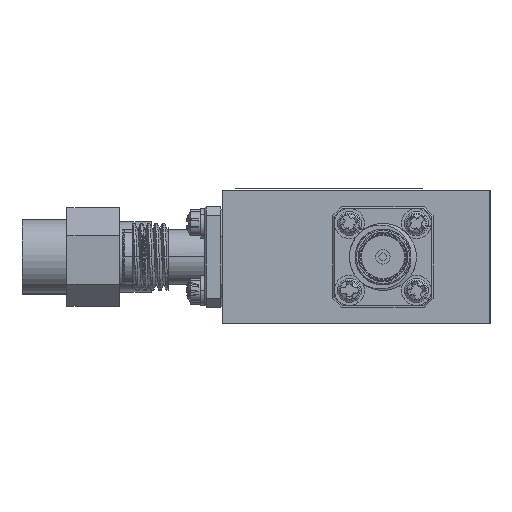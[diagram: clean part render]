
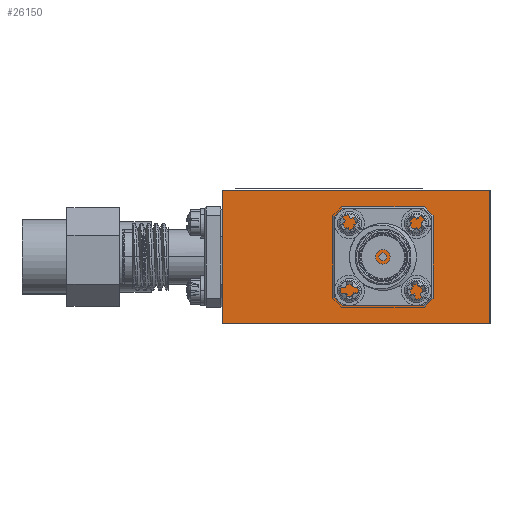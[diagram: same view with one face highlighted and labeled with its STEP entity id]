
A CAD part, left-side view. The second image highlights one B-rep face of the part: STEP entity #26150.
In plain terms, the highlighted planar face has unit normal (-1, 0, 0).
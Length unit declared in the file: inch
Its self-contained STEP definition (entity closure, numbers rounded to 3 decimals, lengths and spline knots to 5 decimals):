
#35 = DIRECTION ( 'NONE',  ( -1., 0., 0. ) ) ;
#197 = AXIS2_PLACEMENT_3D ( 'NONE', #18178, #39387, #21927 ) ;
#2189 = VECTOR ( 'NONE', #14521, 39.37008 ) ;
#2219 = DIRECTION ( 'NONE',  ( 0., -1., 0. ) ) ;
#2806 = CARTESIAN_POINT ( 'NONE',  ( -6.19108, 0.59415, -0.55545 ) ) ;
#3083 = VECTOR ( 'NONE', #2219, 39.37008 ) ;
#3581 = DIRECTION ( 'NONE',  ( 0., 0., 1. ) ) ;
#3640 = EDGE_CURVE ( 'NONE', #22209, #16222, #24624, .T. ) ;
#3860 = PLANE ( 'NONE',  #197 ) ;
#4502 = CARTESIAN_POINT ( 'NONE',  ( -6.19108, -0.00585, -0.29045 ) ) ;
#5649 = DIRECTION ( 'NONE',  ( -1., 0., 0. ) ) ;
#5962 = EDGE_CURVE ( 'NONE', #35245, #33578, #30575, .T. ) ;
#6001 = ORIENTED_EDGE ( 'NONE', *, *, #11630, .F. ) ;
#6768 = CARTESIAN_POINT ( 'NONE',  ( -6.19108, -0.40585, -0.05545 ) ) ;
#9610 = LINE ( 'NONE', #2806, #36860 ) ;
#10303 = AXIS2_PLACEMENT_3D ( 'NONE', #36314, #35, #3581 ) ;
#11326 = CIRCLE ( 'NONE', #26299, 0.015 ) ;
#11618 = EDGE_LOOP ( 'NONE', ( #30494, #6001, #33780, #14961 ) ) ;
#11630 = EDGE_CURVE ( 'NONE', #35245, #22209, #9610, .T. ) ;
#11767 = CARTESIAN_POINT ( 'NONE',  ( -6.19108, -0.40585, -0.05545 ) ) ;
#14261 = VECTOR ( 'NONE', #16909, 39.37008 ) ;
#14521 = DIRECTION ( 'NONE',  ( 0., 0., 1. ) ) ;
#14961 = ORIENTED_EDGE ( 'NONE', *, *, #17322, .T. ) ;
#16166 = EDGE_CURVE ( 'NONE', #34289, #20184, #20864, .T. ) ;
#16210 = CARTESIAN_POINT ( 'NONE',  ( -6.19108, -0.40585, -0.55545 ) ) ;
#16222 = VERTEX_POINT ( 'NONE', #11767 ) ;
#16909 = DIRECTION ( 'NONE',  ( 0., -1., 0. ) ) ;
#17322 = EDGE_CURVE ( 'NONE', #33578, #16222, #42348, .T. ) ;
#18178 = CARTESIAN_POINT ( 'NONE',  ( -6.19108, -0.40585, -0.55545 ) ) ;
#19525 = DIRECTION ( 'NONE',  ( 0., 0., 1. ) ) ;
#20184 = VERTEX_POINT ( 'NONE', #25834 ) ;
#20247 = ORIENTED_EDGE ( 'NONE', *, *, #38617, .F. ) ;
#20864 = CIRCLE ( 'NONE', #10303, 0.015 ) ;
#21927 = DIRECTION ( 'NONE',  ( 0., 0., 1. ) ) ;
#22018 = EDGE_LOOP ( 'NONE', ( #41932, #20247 ) ) ;
#22209 = VERTEX_POINT ( 'NONE', #37984 ) ;
#22660 = CARTESIAN_POINT ( 'NONE',  ( -6.19108, -0.40585, -0.55545 ) ) ;
#24167 = DIRECTION ( 'NONE',  ( 0., 0., 1. ) ) ;
#24416 = CARTESIAN_POINT ( 'NONE',  ( -6.19108, -0.40585, -0.55545 ) ) ;
#24624 = LINE ( 'NONE', #6768, #14261 ) ;
#25663 = FACE_BOUND ( 'NONE', #22018, .T. ) ;
#25834 = CARTESIAN_POINT ( 'NONE',  ( -6.19108, -0.00585, -0.32045 ) ) ;
#26150 = ADVANCED_FACE ( 'NONE', ( #25663, #36567 ), #3860, .T. ) ;
#26299 = AXIS2_PLACEMENT_3D ( 'NONE', #26313, #5649, #19525 ) ;
#26313 = CARTESIAN_POINT ( 'NONE',  ( -6.19108, -0.00585, -0.30545 ) ) ;
#30494 = ORIENTED_EDGE ( 'NONE', *, *, #3640, .F. ) ;
#30575 = LINE ( 'NONE', #22660, #3083 ) ;
#33578 = VERTEX_POINT ( 'NONE', #16210 ) ;
#33780 = ORIENTED_EDGE ( 'NONE', *, *, #5962, .T. ) ;
#34289 = VERTEX_POINT ( 'NONE', #4502 ) ;
#34375 = CARTESIAN_POINT ( 'NONE',  ( -6.19108, 0.59415, -0.55545 ) ) ;
#35245 = VERTEX_POINT ( 'NONE', #34375 ) ;
#36314 = CARTESIAN_POINT ( 'NONE',  ( -6.19108, -0.00585, -0.30545 ) ) ;
#36567 = FACE_OUTER_BOUND ( 'NONE', #11618, .T. ) ;
#36860 = VECTOR ( 'NONE', #24167, 39.37008 ) ;
#37984 = CARTESIAN_POINT ( 'NONE',  ( -6.19108, 0.59415, -0.05545 ) ) ;
#38617 = EDGE_CURVE ( 'NONE', #20184, #34289, #11326, .T. ) ;
#39387 = DIRECTION ( 'NONE',  ( -1., 0., 0. ) ) ;
#41932 = ORIENTED_EDGE ( 'NONE', *, *, #16166, .F. ) ;
#42348 = LINE ( 'NONE', #24416, #2189 ) ;
